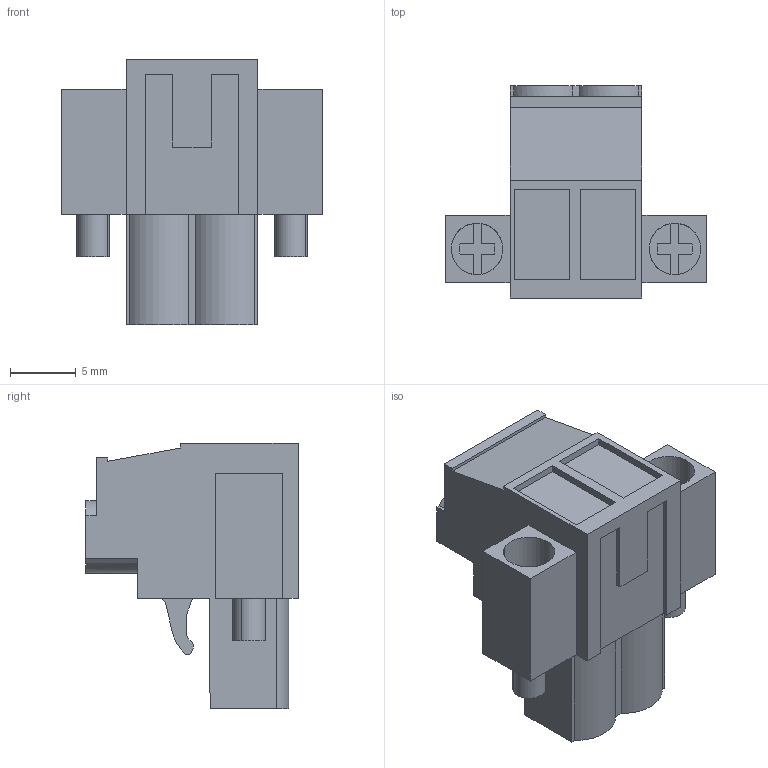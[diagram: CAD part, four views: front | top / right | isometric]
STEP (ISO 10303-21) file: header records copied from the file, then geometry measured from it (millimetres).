
FILE_DESCRIPTION(('CATIA V5 STEP Exchange','CAx-IF Rec.Pracs.--- Model Styling and Organization---1.2---2011-12-15'),'2;1');
FILE_NAME ('D1460364_0_1956030000_1956030000.stp','2017-05-31T12:18:07+00:00',('none'),('Weidmueller'),'CATIA Version 5-6 Release 2014','CATIA V5 STEP AP214','none');
FILE_SCHEMA(('AUTOMOTIVE_DESIGN { 1 0 10303 214 1 1 1 1 }'));
Length unit declared in the file: millimetre
Products named in the file (1): 1956030000
Bounding box: 19.8 x 16.1 x 20.1 mm (x, y, z)
Volume: 2454.5 mm3; surface area: 2149 mm2
Topology: 5 solids, 5 shells, 205 faces, 551 edges, 368 vertices
Faces by surface type: plane 159, cylinder 46
Entity records: 6049 total; most frequent: ORIENTED_EDGE 1102, CARTESIAN_POINT 1072, DIRECTION 855, EDGE_CURVE 551, VECTOR 439, LINE 439, VERTEX_POINT 368, AXIS2_PLACEMENT_3D 265
